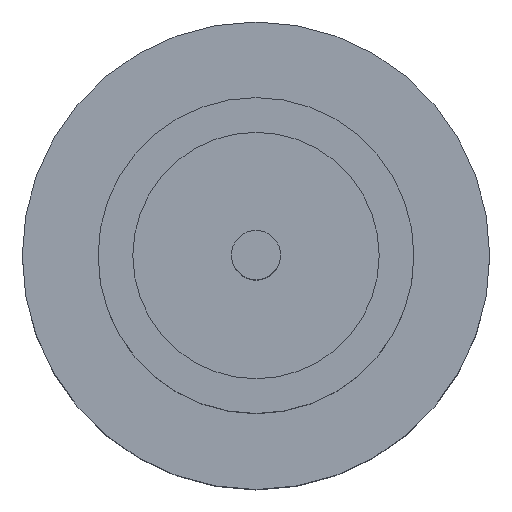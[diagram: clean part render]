
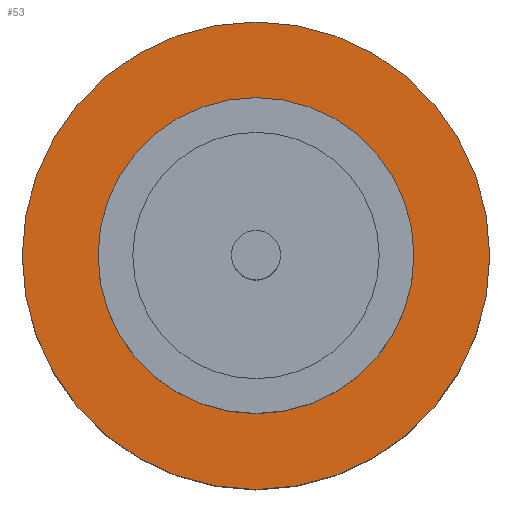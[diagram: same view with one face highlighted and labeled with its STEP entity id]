
A CAD part, top view. The second image highlights one B-rep face of the part: STEP entity #53.
In plain terms, the highlighted planar face has unit normal (0, 0, 1).
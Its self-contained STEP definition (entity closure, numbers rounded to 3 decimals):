
#11 = AXIS2_PLACEMENT_3D ( 'NONE', #177, #237, #680 ) ;
#18 = CARTESIAN_POINT ( 'NONE',  ( 0., 0., 1.55 ) ) ;
#53 = ADVANCED_FACE ( 'NONE', ( #525, #686 ), #482, .T. ) ;
#67 = CIRCLE ( 'NONE', #242, 1.25 ) ;
#84 = DIRECTION ( 'NONE',  ( 1., 0., 0. ) ) ;
#91 = ORIENTED_EDGE ( 'NONE', *, *, #289, .F. ) ;
#114 = CARTESIAN_POINT ( 'NONE',  ( 1.25, 0., 1.55 ) ) ;
#129 = DIRECTION ( 'NONE',  ( 0., 0., 1. ) ) ;
#133 = AXIS2_PLACEMENT_3D ( 'NONE', #18, #437, #84 ) ;
#139 = VERTEX_POINT ( 'NONE', #549 ) ;
#175 = EDGE_LOOP ( 'NONE', ( #729, #91 ) ) ;
#177 = CARTESIAN_POINT ( 'NONE',  ( 0., 0., 1.55 ) ) ;
#184 = VERTEX_POINT ( 'NONE', #209 ) ;
#198 = CARTESIAN_POINT ( 'NONE',  ( 0., 0., 1.55 ) ) ;
#209 = CARTESIAN_POINT ( 'NONE',  ( -1.25, 0., 1.55 ) ) ;
#237 = DIRECTION ( 'NONE',  ( 0., 0., 1. ) ) ;
#242 = AXIS2_PLACEMENT_3D ( 'NONE', #198, #129, #710 ) ;
#289 = EDGE_CURVE ( 'NONE', #184, #354, #614, .T. ) ;
#293 = DIRECTION ( 'NONE',  ( 1., 0., 0. ) ) ;
#349 = CARTESIAN_POINT ( 'NONE',  ( 0., 0., 1.55 ) ) ;
#350 = AXIS2_PLACEMENT_3D ( 'NONE', #603, #611, #555 ) ;
#354 = VERTEX_POINT ( 'NONE', #114 ) ;
#374 = EDGE_CURVE ( 'NONE', #693, #139, #572, .T. ) ;
#437 = DIRECTION ( 'NONE',  ( 0., 0., 1. ) ) ;
#443 = CARTESIAN_POINT ( 'NONE',  ( -1.85, 0., 1.55 ) ) ;
#454 = EDGE_LOOP ( 'NONE', ( #673, #521 ) ) ;
#482 = PLANE ( 'NONE',  #350 ) ;
#490 = EDGE_CURVE ( 'NONE', #354, #184, #67, .T. ) ;
#521 = ORIENTED_EDGE ( 'NONE', *, *, #629, .T. ) ;
#525 = FACE_BOUND ( 'NONE', #175, .T. ) ;
#549 = CARTESIAN_POINT ( 'NONE',  ( 1.85, 0., 1.55 ) ) ;
#555 = DIRECTION ( 'NONE',  ( 1., 0., 0. ) ) ;
#572 = CIRCLE ( 'NONE', #11, 1.85 ) ;
#603 = CARTESIAN_POINT ( 'NONE',  ( 0., 0., 1.55 ) ) ;
#611 = DIRECTION ( 'NONE',  ( 0., 0., 1. ) ) ;
#614 = CIRCLE ( 'NONE', #688, 1.25 ) ;
#629 = EDGE_CURVE ( 'NONE', #139, #693, #690, .T. ) ;
#673 = ORIENTED_EDGE ( 'NONE', *, *, #374, .T. ) ;
#680 = DIRECTION ( 'NONE',  ( 1., 0., 0. ) ) ;
#685 = DIRECTION ( 'NONE',  ( 0., 0., 1. ) ) ;
#686 = FACE_OUTER_BOUND ( 'NONE', #454, .T. ) ;
#688 = AXIS2_PLACEMENT_3D ( 'NONE', #349, #685, #293 ) ;
#690 = CIRCLE ( 'NONE', #133, 1.85 ) ;
#693 = VERTEX_POINT ( 'NONE', #443 ) ;
#710 = DIRECTION ( 'NONE',  ( 1., 0., 0. ) ) ;
#729 = ORIENTED_EDGE ( 'NONE', *, *, #490, .F. ) ;
